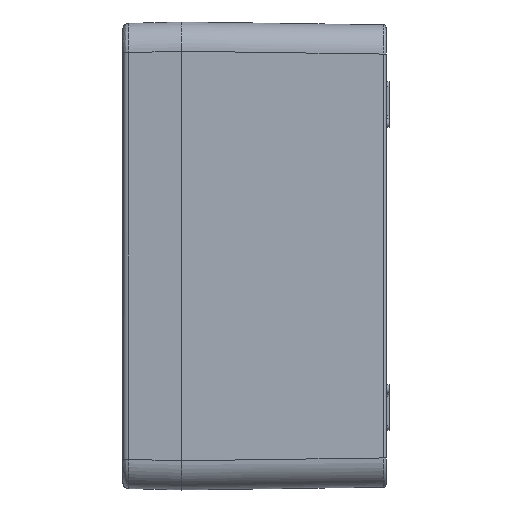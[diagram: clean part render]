
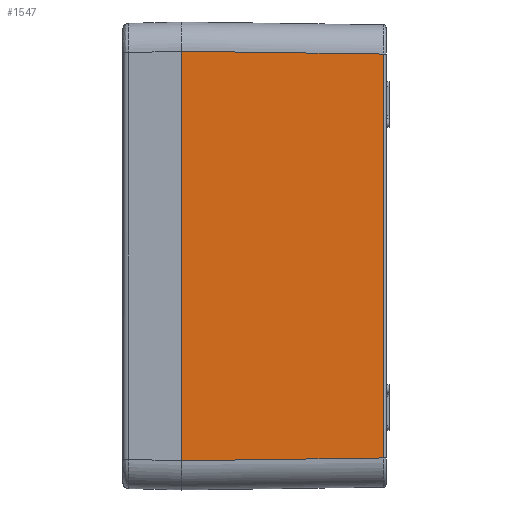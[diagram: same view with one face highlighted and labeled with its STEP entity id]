
A CAD part, left-side view. The second image highlights one B-rep face of the part: STEP entity #1547.
In plain terms, the highlighted planar face has unit normal (-1, -0.014, 0).
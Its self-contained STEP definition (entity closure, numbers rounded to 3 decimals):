
#1212 = CARTESIAN_POINT ( 'NONE',  ( -80., 70., 70.001 ) ) ;
#1284 = CARTESIAN_POINT ( 'NONE',  ( -79.036, 0.986, 23.013 ) ) ;
#1404 = B_SPLINE_CURVE_WITH_KNOTS ( 'NONE', 3,
 ( #10836, #20790, #7630, #9116 ),
 .UNSPECIFIED., .F., .F.,
 ( 4, 4 ),
 ( 0., 1. ),
 .UNSPECIFIED. ) ;
#1547 = ADVANCED_FACE ( 'NONE', ( #6872 ), #8358, .T. ) ;
#1970 = DIRECTION ( 'NONE',  ( -0.014, 1., 0. ) ) ;
#2611 = EDGE_CURVE ( 'NONE', #4477, #20831, #20777, .T. ) ;
#3009 = CARTESIAN_POINT ( 'NONE',  ( -79.358, 23.991, 69.359 ) ) ;
#4274 = CARTESIAN_POINT ( 'NONE',  ( -79.679, 46.995, 69.68 ) ) ;
#4477 = VERTEX_POINT ( 'NONE', #7365 ) ;
#4616 = VECTOR ( 'NONE', #6686, 1000. ) ;
#4777 = AXIS2_PLACEMENT_3D ( 'NONE', #6760, #18215, #1970 ) ;
#5036 = VERTEX_POINT ( 'NONE', #10828 ) ;
#5323 = EDGE_CURVE ( 'NONE', #5036, #12494, #6588, .T. ) ;
#5671 = ORIENTED_EDGE ( 'NONE', *, *, #8519, .F. ) ;
#6059 = CARTESIAN_POINT ( 'NONE',  ( -79.036, 0.986, 69.037 ) ) ;
#6588 = LINE ( 'NONE', #14800, #4616 ) ;
#6686 = DIRECTION ( 'NONE',  ( 0., 0., 1. ) ) ;
#6760 = CARTESIAN_POINT ( 'NONE',  ( -80., 70., -83.987 ) ) ;
#6872 = FACE_OUTER_BOUND ( 'NONE', #16068, .T. ) ;
#7365 = CARTESIAN_POINT ( 'NONE',  ( -79.036, 0.986, 69.037 ) ) ;
#7630 = CARTESIAN_POINT ( 'NONE',  ( -79.358, 23.991, -69.358 ) ) ;
#7977 = ORIENTED_EDGE ( 'NONE', *, *, #2611, .F. ) ;
#8358 = PLANE ( 'NONE',  #4777 ) ;
#8519 = EDGE_CURVE ( 'NONE', #12494, #4477, #10808, .T. ) ;
#8597 = CARTESIAN_POINT ( 'NONE',  ( -79.036, 0.986, -69.037 ) ) ;
#9116 = CARTESIAN_POINT ( 'NONE',  ( -79.036, 0.986, -69.037 ) ) ;
#10808 = B_SPLINE_CURVE_WITH_KNOTS ( 'NONE', 3,
 ( #1212, #4274, #3009, #17435 ),
 .UNSPECIFIED., .F., .F.,
 ( 4, 4 ),
 ( 0., 1. ),
 .UNSPECIFIED. ) ;
#10828 = CARTESIAN_POINT ( 'NONE',  ( -80., 70., -70.001 ) ) ;
#10836 = CARTESIAN_POINT ( 'NONE',  ( -80., 70., -70.001 ) ) ;
#11854 = CARTESIAN_POINT ( 'NONE',  ( -79.036, 0.986, -69.037 ) ) ;
#12494 = VERTEX_POINT ( 'NONE', #20569 ) ;
#12910 = ORIENTED_EDGE ( 'NONE', *, *, #19195, .T. ) ;
#13290 = CARTESIAN_POINT ( 'NONE',  ( -79.036, 0.986, -23.012 ) ) ;
#14800 = CARTESIAN_POINT ( 'NONE',  ( -80., 70., -70.001 ) ) ;
#16068 = EDGE_LOOP ( 'NONE', ( #5671, #20851, #12910, #7977 ) ) ;
#17435 = CARTESIAN_POINT ( 'NONE',  ( -79.036, 0.986, 69.037 ) ) ;
#18215 = DIRECTION ( 'NONE',  ( -1., -0.014, 0. ) ) ;
#19195 = EDGE_CURVE ( 'NONE', #5036, #20831, #1404, .T. ) ;
#20569 = CARTESIAN_POINT ( 'NONE',  ( -80., 70., 70.001 ) ) ;
#20777 = B_SPLINE_CURVE_WITH_KNOTS ( 'NONE', 3,
 ( #6059, #1284, #13290, #8597 ),
 .UNSPECIFIED., .F., .F.,
 ( 4, 4 ),
 ( 0., 1. ),
 .UNSPECIFIED. ) ;
#20790 = CARTESIAN_POINT ( 'NONE',  ( -79.679, 46.995, -69.68 ) ) ;
#20831 = VERTEX_POINT ( 'NONE', #11854 ) ;
#20851 = ORIENTED_EDGE ( 'NONE', *, *, #5323, .F. ) ;
